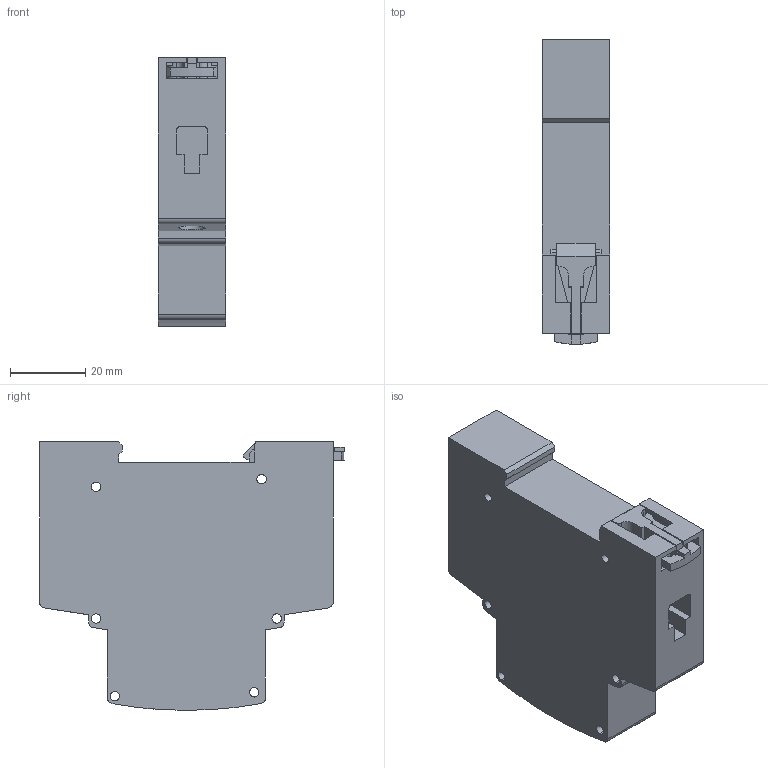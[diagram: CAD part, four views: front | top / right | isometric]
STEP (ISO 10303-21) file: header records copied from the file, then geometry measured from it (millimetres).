
FILE_DESCRIPTION (( 'STEP AP203' ), '1' );
FILE_NAME ('氢铐铌 悄-47 EKF PROxima.STEP', '2016-11-11T13:11:09', ( '' ), ( '' ), 'SwSTEP 2.0', 'SolidWorks 2014', '' );
FILE_SCHEMA (( 'CONFIG_CONTROL_DESIGN' ));
Length unit declared in the file: millimetre
Products named in the file (5): 櫻蠉錪2; øëÿïêà âèíòà(00); 氢铐铌 悄-47 EKF PROxima; 櫻蠉錪1
Assembly tree (5 placements, depth 2):
  氢铐铌 悄-47 EKF PROxima
    氢铐铌 悄-47 EKF PROxima
    櫻蠉錪1
    櫻蠉錪2
    øëÿïêà âèíòà(00)  x2
Bounding box: 18 x 81 x 71.41 mm (x, y, z)
Volume: 77147.9 mm3; surface area: 17715.6 mm2
Topology: 5 solids, 5 shells, 185 faces, 505 edges, 336 vertices
Faces by surface type: plane 142, cylinder 43
Entity records: 5910 total; most frequent: CARTESIAN_POINT 960, ORIENTED_EDGE 926, DIRECTION 903, EDGE_CURVE 463, VECTOR 369, LINE 369, VERTEX_POINT 308, AXIS2_PLACEMENT_3D 267
